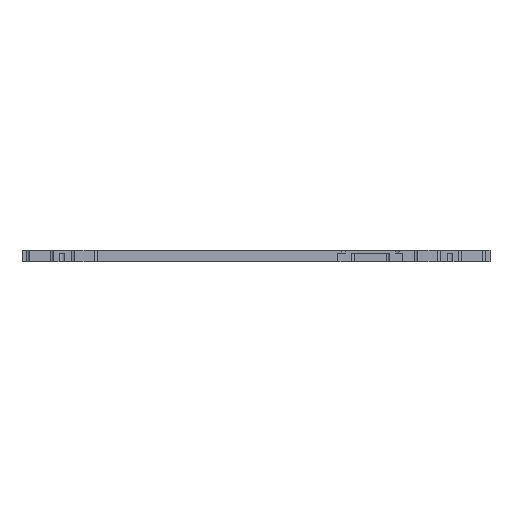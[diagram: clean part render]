
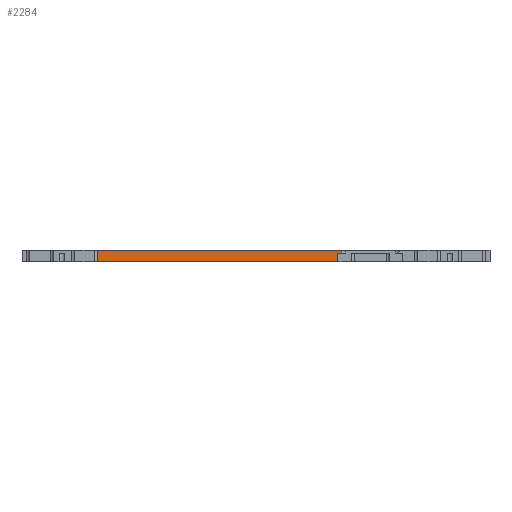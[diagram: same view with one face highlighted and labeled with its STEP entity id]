
A CAD part, front view. The second image highlights one B-rep face of the part: STEP entity #2284.
In plain terms, the highlighted planar face has unit normal (0, -1, 0).
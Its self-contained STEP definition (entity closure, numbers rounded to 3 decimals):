
#149 = CARTESIAN_POINT ( 'NONE',  ( 0., -123.15, -3. ) ) ;
#497 = CARTESIAN_POINT ( 'NONE',  ( 44.75, -123.15, 1.5 ) ) ;
#734 = ORIENTED_EDGE ( 'NONE', *, *, #3601, .F. ) ;
#737 = CARTESIAN_POINT ( 'NONE',  ( 0., -123.15, 3. ) ) ;
#1077 = ORIENTED_EDGE ( 'NONE', *, *, #6728, .F. ) ;
#1168 = LINE ( 'NONE', #9384, #7266 ) ;
#1201 = DIRECTION ( 'NONE',  ( 0., 1., 0. ) ) ;
#1203 = ORIENTED_EDGE ( 'NONE', *, *, #5358, .F. ) ;
#1316 = ORIENTED_EDGE ( 'NONE', *, *, #10171, .T. ) ;
#1426 = ORIENTED_EDGE ( 'NONE', *, *, #9086, .T. ) ;
#1456 = CARTESIAN_POINT ( 'NONE',  ( 43., -123.15, 1.5 ) ) ;
#1868 = VERTEX_POINT ( 'NONE', #1456 ) ;
#2215 = DIRECTION ( 'NONE',  ( 1., 0., 0. ) ) ;
#2279 = CARTESIAN_POINT ( 'NONE',  ( 43., -123.15, -3. ) ) ;
#2284 = ADVANCED_FACE ( 'NONE', ( #5392 ), #4262, .F. ) ;
#2338 = VECTOR ( 'NONE', #5933, 1000. ) ;
#2715 = VECTOR ( 'NONE', #2215, 1000. ) ;
#3601 = EDGE_CURVE ( 'NONE', #6685, #4126, #7318, .T. ) ;
#3893 = VECTOR ( 'NONE', #5462, 1000. ) ;
#4126 = VERTEX_POINT ( 'NONE', #7642 ) ;
#4262 = PLANE ( 'NONE',  #7403 ) ;
#4569 = VERTEX_POINT ( 'NONE', #5726 ) ;
#4777 = DIRECTION ( 'NONE',  ( 1., 0., 0. ) ) ;
#4999 = LINE ( 'NONE', #149, #7194 ) ;
#5109 = CARTESIAN_POINT ( 'NONE',  ( -83.419, -123.15, -3. ) ) ;
#5239 = CARTESIAN_POINT ( 'NONE',  ( -83.419, -123.15, 3. ) ) ;
#5258 = EDGE_LOOP ( 'NONE', ( #1426, #1316, #1203, #1077, #734, #10159 ) ) ;
#5358 = EDGE_CURVE ( 'NONE', #8116, #1868, #8308, .T. ) ;
#5392 = FACE_OUTER_BOUND ( 'NONE', #5258, .T. ) ;
#5462 = DIRECTION ( 'NONE',  ( 0., 0., 1. ) ) ;
#5726 = CARTESIAN_POINT ( 'NONE',  ( -83.419, -123.15, -3. ) ) ;
#5933 = DIRECTION ( 'NONE',  ( 0., 0., -1. ) ) ;
#6077 = LINE ( 'NONE', #2279, #3893 ) ;
#6104 = DIRECTION ( 'NONE',  ( 0., 0., -1. ) ) ;
#6422 = CARTESIAN_POINT ( 'NONE',  ( 43., -123.15, -3. ) ) ;
#6643 = LINE ( 'NONE', #5109, #2338 ) ;
#6685 = VERTEX_POINT ( 'NONE', #5239 ) ;
#6728 = EDGE_CURVE ( 'NONE', #4126, #8116, #1168, .T. ) ;
#6736 = DIRECTION ( 'NONE',  ( -1., 0., 0. ) ) ;
#7009 = VERTEX_POINT ( 'NONE', #6422 ) ;
#7194 = VECTOR ( 'NONE', #4777, 1000. ) ;
#7266 = VECTOR ( 'NONE', #6104, 1000. ) ;
#7318 = LINE ( 'NONE', #737, #2715 ) ;
#7403 = AXIS2_PLACEMENT_3D ( 'NONE', #10040, #1201, #6736 ) ;
#7538 = VECTOR ( 'NONE', #10351, 1000. ) ;
#7642 = CARTESIAN_POINT ( 'NONE',  ( 44.75, -123.15, 3. ) ) ;
#8116 = VERTEX_POINT ( 'NONE', #497 ) ;
#8308 = LINE ( 'NONE', #9514, #7538 ) ;
#9086 = EDGE_CURVE ( 'NONE', #4569, #7009, #4999, .T. ) ;
#9384 = CARTESIAN_POINT ( 'NONE',  ( 44.75, -123.15, 3. ) ) ;
#9514 = CARTESIAN_POINT ( 'NONE',  ( 43., -123.15, 1.5 ) ) ;
#9765 = EDGE_CURVE ( 'NONE', #6685, #4569, #6643, .T. ) ;
#10040 = CARTESIAN_POINT ( 'NONE',  ( 0., -123.15, 3. ) ) ;
#10159 = ORIENTED_EDGE ( 'NONE', *, *, #9765, .T. ) ;
#10171 = EDGE_CURVE ( 'NONE', #7009, #1868, #6077, .T. ) ;
#10351 = DIRECTION ( 'NONE',  ( -1., 0., 0. ) ) ;
